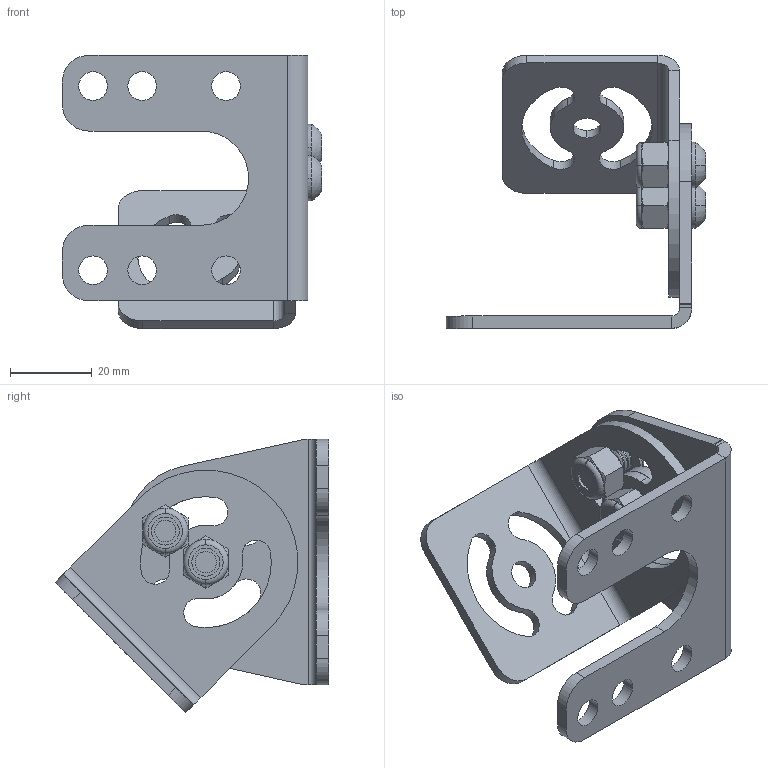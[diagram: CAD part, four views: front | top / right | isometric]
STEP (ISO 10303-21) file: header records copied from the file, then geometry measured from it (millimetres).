
FILE_DESCRIPTION((''),'2;1');
FILE_NAME('177666_ASM','2013-12-05T',('pdmadmin'),(''),'PRO/ENGINEER BY PARAMETRIC TECHNOLOGY CORPORATION, 2013230','PRO/ENGINEER BY PARAMETRIC TECHNOLOGY CORPORATION, 2013230','');
FILE_SCHEMA(('CONFIG_CONTROL_DESIGN'));
Products named in the file (5): 170287; 171616; 172923; 132042; 177666_ASM
Assembly tree (6 placements, depth 2):
  177666_ASM
    170287
    171616
    172923  x2
    132042  x2
Bounding box: 63.35 x 66.77 x 66.77 mm (x, y, z)
Volume: 22533.1 mm3; surface area: 20719.5 mm2
Topology: 8 solids, 8 shells, 808 faces, 2003 edges, 1236 vertices
Faces by surface type: plane 408, cylinder 198, cone 186, torus 12, sphere 4
Entity records: 19786 total; most frequent: CARTESIAN_POINT 4775, ORIENTED_EDGE 3154, DIRECTION 2958, EDGE_CURVE 1577, VECTOR 1188, LINE 1188, VERTEX_POINT 999, AXIS2_PLACEMENT_3D 885
